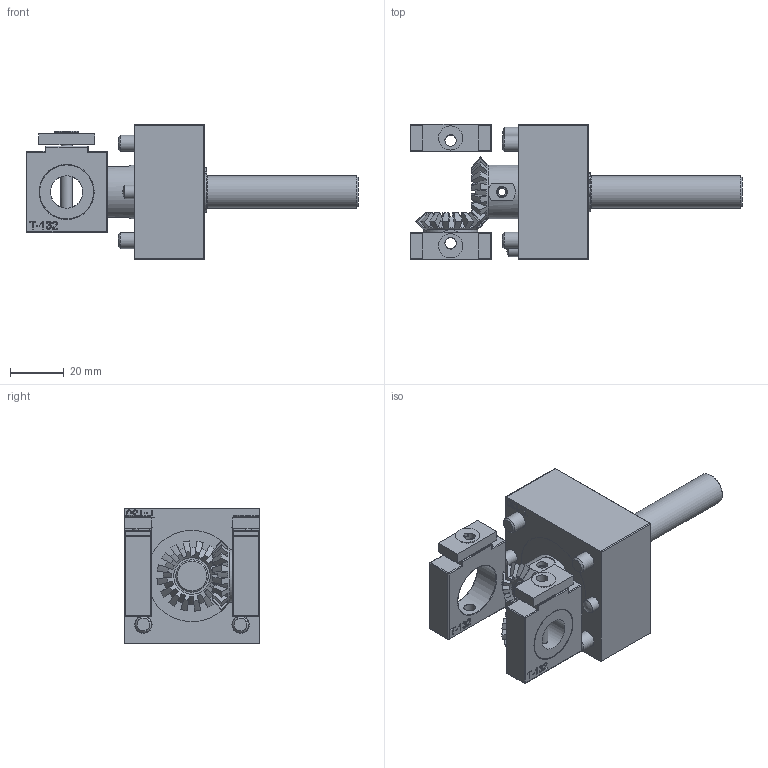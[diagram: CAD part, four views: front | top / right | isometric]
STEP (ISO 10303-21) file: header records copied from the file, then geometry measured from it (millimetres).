
FILE_DESCRIPTION(/* description */ ('Unknown'),/* implementation_level */ '2;1');
FILE_NAME(/* name */ 'A-0000070-Kegelradgetriebe50-im-Profil',/* time_stamp */ '2020-03-19T14:49:26+01:00',/* author */ ('Unknown'),/* organization */ ('Unknown'),/* preprocessor_version */ 'ST-DEVELOPER v16.7',/* originating_system */ 'Solid Edge',/* authorisation */ 'Unknown');
FILE_SCHEMA (('AUTOMOTIVE_DESIGN {1 0 10303 214 3 1 1}'));
Length unit declared in the file: millimetre
Products named in the file (1): A-0000070-Kegelradgetriebe50-im-Profil.dy
Bounding box: 123.05 x 50 x 50 mm (x, y, z)
Volume: 92290.6 mm3; surface area: 30443.3 mm2
Topology: 4 solids, 4 shells, 657 faces, 1752 edges, 1123 vertices
Faces by surface type: plane 331, cylinder 143, cone 128, bspline 25, torus 16, sphere 14
Full cylindrical faces by diameter (mm): 1.7 x2, 4.1 x1, 4.2 x5, 5 x2, 6 x4, 6.4 x4, 8.96 x2, 10 x4, 11 x4, 11.5 x1, 12 x3, 17.3 x2, 20 x2, 20.04 x1, 33.9 x2
Entity records: 24784 total; most frequent: CARTESIAN_POINT 5187, ORIENTED_EDGE 3230, DIRECTION 3217, EDGE_CURVE 1615, AXIS2_PLACEMENT_3D 1131, VERTEX_POINT 1082, LINE 955, VECTOR 955
